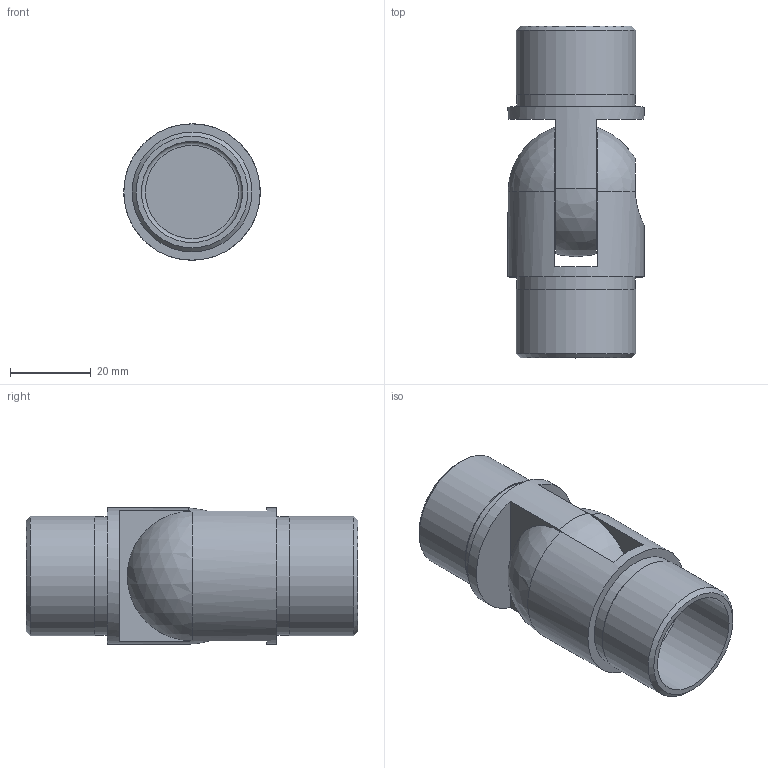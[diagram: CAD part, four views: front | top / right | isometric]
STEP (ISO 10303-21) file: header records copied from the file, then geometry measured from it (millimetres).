
FILE_DESCRIPTION (( 'STEP AP203' ), '1' );
FILE_NAME ('56251-320.step', '2020-02-27T15:31:08', ( '' ), ( '' ), 'SwSTEP 2.0', 'SolidWorks 2015', '' );
FILE_SCHEMA (( 'CONFIG_CONTROL_DESIGN' ));
Length unit declared in the file: millimetre
Products named in the file (7): socket countersunk head screw_din; 5625X-320 Teil2; 5625X-320 Teil2_56251-320 Teil2; 56251-320; socket countersunk head screw_din_DIN 7991 - M8 x 20 --- 20S; 5625X-320 Teil1; 5625X-320 Teil1_56251-320 Teil1
Assembly tree (3 placements, depth 2):
  socket countersunk head screw_din
  5625X-320 Teil2
  56251-320
    5625X-320 Teil2_56251-320 Teil2
    5625X-320 Teil1_56251-320 Teil1
    socket countersunk head screw_din_DIN 7991 - M8 x 20 --- 20S
  5625X-320 Teil1
Bounding box: 33.7 x 82 x 33.7 mm (x, y, z)
Volume: 37022.9 mm3; surface area: 19329.9 mm2
Topology: 3 solids, 3 shells, 318 faces, 803 edges, 520 vertices
Faces by surface type: plane 146, bspline 108, cone 30, cylinder 25, sphere 5, torus 4
Full cylindrical faces by diameter (mm): 6.8 x1, 8 x12, 8.2 x1, 13 x1, 15.57 x1, 16.5 x1, 25 x2, 29.2 x2, 29.6 x2, 33.7 x2
Entity records: 15420 total; most frequent: CARTESIAN_POINT 8127, ORIENTED_EDGE 1464, DIRECTION 1038, EDGE_CURVE 732, VERTEX_POINT 509, VECTOR 426, LINE 426, EDGE_LOOP 411
